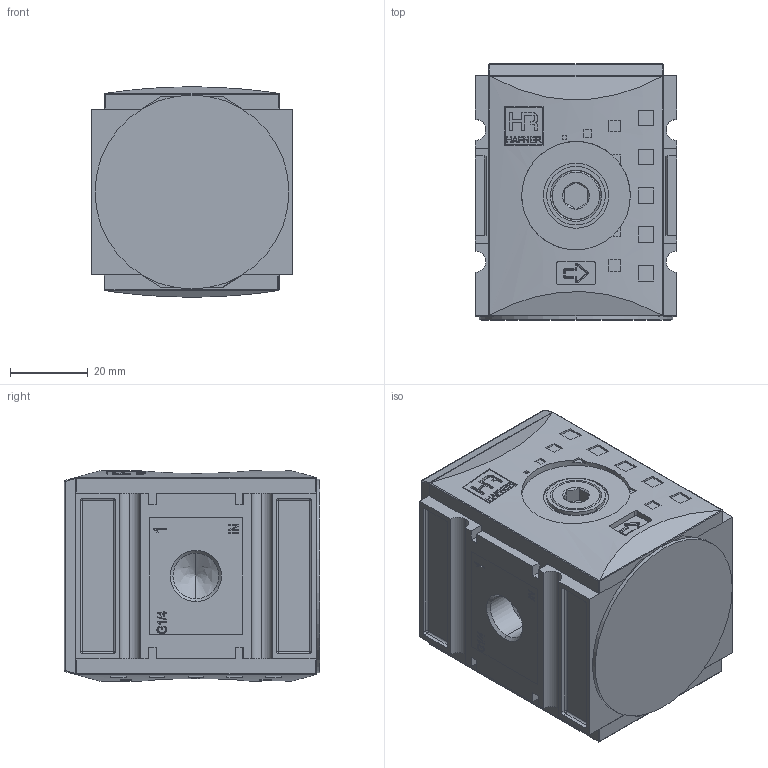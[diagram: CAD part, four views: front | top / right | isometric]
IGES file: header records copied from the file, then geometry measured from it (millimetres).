
Start section: SolidWorks IGES file using analytic representation for surfaces
Global section: file name: KREV-114.IGS; native system: SolidWorks 2013; preprocessor: SolidWorks 2013; author: technolog; date: 140109.104210; units: millimetre
Bounding box: 52 x 66 x 54.2 mm (x, y, z)
Volume: 147503 mm3; surface area: 46860.7 mm2
Topology: 7 solids, 7 shells, 950 faces, 5044 edges, 6533 vertices
Faces by surface type: plane 566, revolution 313, bspline 71
